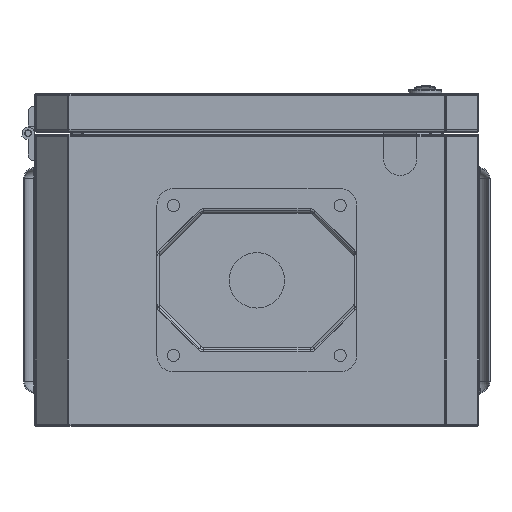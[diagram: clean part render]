
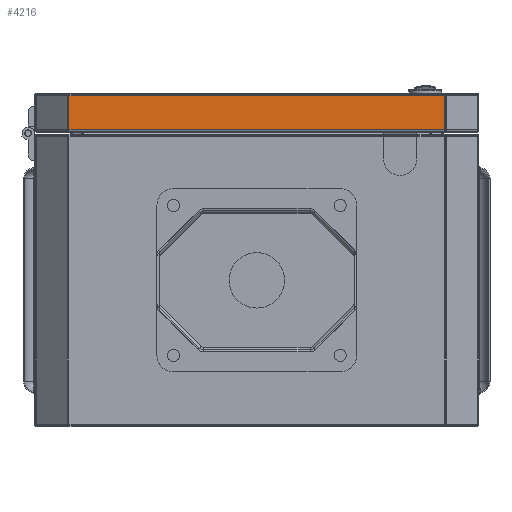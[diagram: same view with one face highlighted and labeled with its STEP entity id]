
A CAD part, front view. The second image highlights one B-rep face of the part: STEP entity #4216.
In plain terms, the highlighted planar face has unit normal (0, -1, 0).
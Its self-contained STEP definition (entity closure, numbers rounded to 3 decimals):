
#2311 = DIRECTION ( 'NONE',  ( 0., 0., 1. ) ) ;
#3571 = VERTEX_POINT ( 'NONE', #16028 ) ;
#3801 = VERTEX_POINT ( 'NONE', #23991 ) ;
#4216 = ADVANCED_FACE ( 'NONE', ( #24173 ), #38309, .T. ) ;
#4695 = ORIENTED_EDGE ( 'NONE', *, *, #21232, .T. ) ;
#7399 = EDGE_CURVE ( 'NONE', #45835, #3801, #19900, .T. ) ;
#8580 = VECTOR ( 'NONE', #16408, 1000. ) ;
#13993 = CARTESIAN_POINT ( 'NONE',  ( -200., -250., -35. ) ) ;
#14641 = CARTESIAN_POINT ( 'NONE',  ( 169.172, -250., -33. ) ) ;
#16028 = CARTESIAN_POINT ( 'NONE',  ( -169.172, -250., -33. ) ) ;
#16348 = LINE ( 'NONE', #23524, #32399 ) ;
#16408 = DIRECTION ( 'NONE',  ( 0., 0., -1. ) ) ;
#19900 = LINE ( 'NONE', #37737, #28484 ) ;
#21232 = EDGE_CURVE ( 'NONE', #3571, #45835, #34492, .T. ) ;
#21981 = CARTESIAN_POINT ( 'NONE',  ( -169.172, -250., -2. ) ) ;
#23524 = CARTESIAN_POINT ( 'NONE',  ( -200., -250., -2. ) ) ;
#23991 = CARTESIAN_POINT ( 'NONE',  ( 169.172, -250., -2. ) ) ;
#24173 = FACE_OUTER_BOUND ( 'NONE', #37695, .T. ) ;
#26972 = DIRECTION ( 'NONE',  ( -1., 0., 0. ) ) ;
#28484 = VECTOR ( 'NONE', #2311, 1000. ) ;
#29199 = ORIENTED_EDGE ( 'NONE', *, *, #7399, .T. ) ;
#29406 = ORIENTED_EDGE ( 'NONE', *, *, #40564, .T. ) ;
#30965 = CARTESIAN_POINT ( 'NONE',  ( -169.172, -250., -35. ) ) ;
#30980 = CARTESIAN_POINT ( 'NONE',  ( 170., -250., -33. ) ) ;
#32399 = VECTOR ( 'NONE', #26972, 1000. ) ;
#32928 = ORIENTED_EDGE ( 'NONE', *, *, #39406, .T. ) ;
#34492 = LINE ( 'NONE', #30980, #36365 ) ;
#36365 = VECTOR ( 'NONE', #45162, 1000. ) ;
#37695 = EDGE_LOOP ( 'NONE', ( #29406, #32928, #4695, #29199 ) ) ;
#37737 = CARTESIAN_POINT ( 'NONE',  ( 169.172, -250., -35. ) ) ;
#38309 = PLANE ( 'NONE',  #39335 ) ;
#38549 = DIRECTION ( 'NONE',  ( 0., -1., 0. ) ) ;
#39335 = AXIS2_PLACEMENT_3D ( 'NONE', #13993, #38549, #42291 ) ;
#39406 = EDGE_CURVE ( 'NONE', #42418, #3571, #41006, .T. ) ;
#40564 = EDGE_CURVE ( 'NONE', #3801, #42418, #16348, .T. ) ;
#41006 = LINE ( 'NONE', #30965, #8580 ) ;
#42291 = DIRECTION ( 'NONE',  ( 0., 0., -1. ) ) ;
#42418 = VERTEX_POINT ( 'NONE', #21981 ) ;
#45162 = DIRECTION ( 'NONE',  ( 1., 0., 0. ) ) ;
#45835 = VERTEX_POINT ( 'NONE', #14641 ) ;
